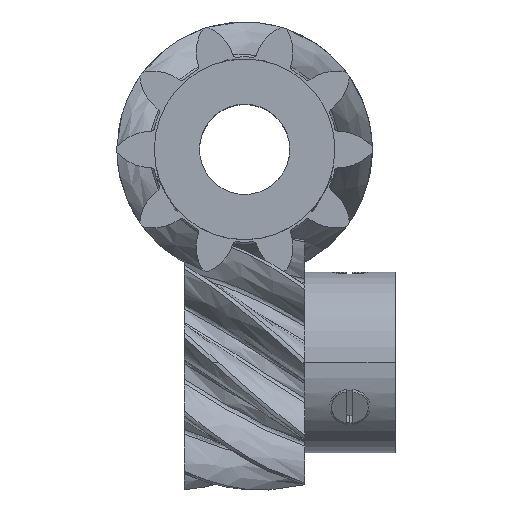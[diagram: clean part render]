
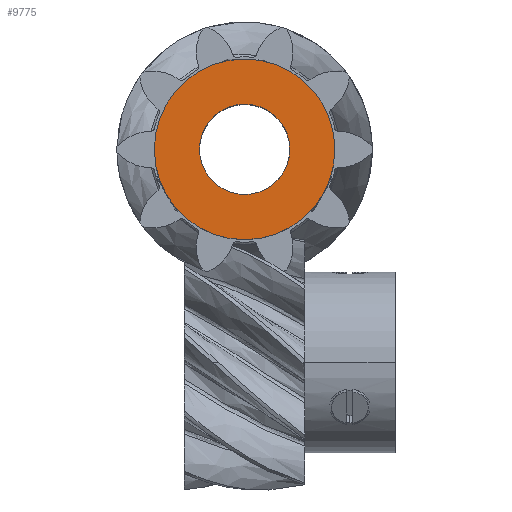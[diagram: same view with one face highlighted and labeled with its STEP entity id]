
A CAD part, top view. The second image highlights one B-rep face of the part: STEP entity #9775.
In plain terms, the highlighted face is planar.
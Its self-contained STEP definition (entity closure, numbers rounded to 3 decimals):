
#1323 = FACE_BOUND ( 'NONE', #9335, .T. ) ;
#1534 = CARTESIAN_POINT ( 'NONE',  ( 10., 0., -6. ) ) ;
#1650 = CARTESIAN_POINT ( 'NONE',  ( 10., 0., 6. ) ) ;
#2085 = DIRECTION ( 'NONE',  ( 0., 0., -1. ) ) ;
#2321 = DIRECTION ( 'NONE',  ( 1., 0., 0. ) ) ;
#2544 = CARTESIAN_POINT ( 'NONE',  ( 10., 0., 0. ) ) ;
#2884 = DIRECTION ( 'NONE',  ( 1., 0., 0. ) ) ;
#3095 = ORIENTED_EDGE ( 'NONE', *, *, #10749, .T. ) ;
#3727 = PLANE ( 'NONE',  #10834 ) ;
#3897 = VERTEX_POINT ( 'NONE', #1650 ) ;
#4409 = AXIS2_PLACEMENT_3D ( 'NONE', #6343, #7182, #2085 ) ;
#4493 = DIRECTION ( 'NONE',  ( 0., 0., -1. ) ) ;
#4537 = ORIENTED_EDGE ( 'NONE', *, *, #6108, .T. ) ;
#4547 = AXIS2_PLACEMENT_3D ( 'NONE', #2544, #9269, #10203 ) ;
#4902 = CIRCLE ( 'NONE', #4547, 3. ) ;
#5412 = CIRCLE ( 'NONE', #4409, 3. ) ;
#5606 = FACE_OUTER_BOUND ( 'NONE', #10533, .T. ) ;
#5783 = CIRCLE ( 'NONE', #7666, 6. ) ;
#6108 = EDGE_CURVE ( 'NONE', #9914, #3897, #9787, .T. ) ;
#6186 = EDGE_CURVE ( 'NONE', #7101, #7249, #4902, .T. ) ;
#6340 = EDGE_CURVE ( 'NONE', #7249, #7101, #5412, .T. ) ;
#6343 = CARTESIAN_POINT ( 'NONE',  ( 10., 0., 0. ) ) ;
#6393 = ORIENTED_EDGE ( 'NONE', *, *, #6340, .F. ) ;
#6544 = ORIENTED_EDGE ( 'NONE', *, *, #6186, .F. ) ;
#7072 = DIRECTION ( 'NONE',  ( 1., 0., 0. ) ) ;
#7101 = VERTEX_POINT ( 'NONE', #10405 ) ;
#7182 = DIRECTION ( 'NONE',  ( 1., 0., 0. ) ) ;
#7249 = VERTEX_POINT ( 'NONE', #10891 ) ;
#7407 = CARTESIAN_POINT ( 'NONE',  ( 10., 0., 0. ) ) ;
#7666 = AXIS2_PLACEMENT_3D ( 'NONE', #7407, #2321, #10828 ) ;
#7910 = CARTESIAN_POINT ( 'NONE',  ( 10., 0., 0. ) ) ;
#8170 = AXIS2_PLACEMENT_3D ( 'NONE', #10462, #2884, #4493 ) ;
#9269 = DIRECTION ( 'NONE',  ( 1., 0., 0. ) ) ;
#9335 = EDGE_LOOP ( 'NONE', ( #6393, #6544 ) ) ;
#9775 = ADVANCED_FACE ( 'NONE', ( #5606, #1323 ), #3727, .T. ) ;
#9787 = CIRCLE ( 'NONE', #8170, 6. ) ;
#9914 = VERTEX_POINT ( 'NONE', #1534 ) ;
#10203 = DIRECTION ( 'NONE',  ( 0., 0., -1. ) ) ;
#10405 = CARTESIAN_POINT ( 'NONE',  ( 10., 0., 3. ) ) ;
#10462 = CARTESIAN_POINT ( 'NONE',  ( 10., 0., 0. ) ) ;
#10523 = DIRECTION ( 'NONE',  ( 0., 0., -1. ) ) ;
#10533 = EDGE_LOOP ( 'NONE', ( #3095, #4537 ) ) ;
#10749 = EDGE_CURVE ( 'NONE', #3897, #9914, #5783, .T. ) ;
#10828 = DIRECTION ( 'NONE',  ( 0., 0., -1. ) ) ;
#10834 = AXIS2_PLACEMENT_3D ( 'NONE', #7910, #7072, #10523 ) ;
#10891 = CARTESIAN_POINT ( 'NONE',  ( 10., 0., -3. ) ) ;
